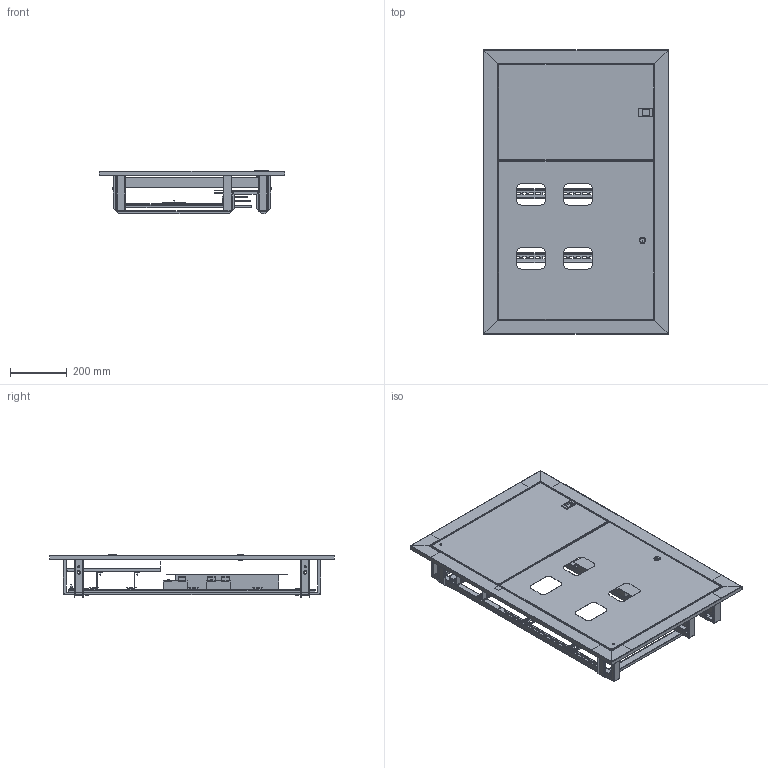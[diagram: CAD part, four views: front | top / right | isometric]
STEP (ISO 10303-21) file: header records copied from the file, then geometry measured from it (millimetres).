
FILE_DESCRIPTION (( 'STEP AP214' ), '1' );
FILE_NAME ('ÙÝ 4 êâ. áåç ñëàáîò. îòñ. (1000õ650õ150) EKF PROxima.STEP', '2025-06-02T10:59:43', ( '' ), ( '' ), 'SwSTEP 2.0', 'SolidWorks 2021', '' );
FILE_SCHEMA (( 'AUTOMOTIVE_DESIGN' ));
Length unit declared in the file: millimetre
Products named in the file (43): ÌÈ-2414.01.00.002 Ñòåíêà áîêîâàÿ; cross ph tapping 968_din_Screw DIN 968-ST4.2x13-C-H-N; DIN-ðåéêà 402 ÙÝ; ÌÈ-1904.07.00.001 Êðîíøòåéí îäíîñòóïåí÷àòûé; pan head cross recess screw_din_ISO 7045 - M4 x 6 - Z --- 6N; hex flange nut_din_Hexagon Flange Nut DIN 6923 - M6 - N; 昈-2476.01.00.001 栺樇罻; ÙÝ 4 êâ. áåç ñëàáîò. îòñ. (1000õ650õ150) EKF PROxima; ÌÈ-2414.05.00.002 Ðåéêà ãîðèçîíòàëüíàÿ; pan head cross recess screw_din_DIN EN ISO 7045 - M6 x 16 - Z - 16N; Ãàå÷íàÿ çàêëåïêà Ì4; ÌÈ-1904.07.00.002 Êðîíøòåéí äâóõñòóïåí÷àòûé; ÌÈ-1904.06.00.001 Êðîíøòåéí ïðÿìîé; ÌÈ-2476.04.00.001 Äåðæàòåëü êàðòîíà; ÌÈ-2414.05.00.003 Êðîíøòåéí ïîä äèí-ðåéêó; Çàæèì äëÿ ïðîâîäíèêîâ ïèòàþùåé öåïè_1; pan head cross recess screw_din_ISO 7045 - M4 x 10 - Z --- 10N; ÌÈ-2476.02.00.000 Äâåðü ñèëîâàÿ ÑÁ; 230.V1 PF, Çàìîê-çàäâèæêà; ��-2476.03.00.000 ����� ����� ��_4��. ��-2414.03.00.000 ����� ��� ��; ÌÈ-1904.06.00.000 Èçîëÿòîð êàðáîëèòîâûé ñ ïðÿìûì è 1 ñòóïåí÷àòûì êðîíøòåéíîì; pan head cross recess screw_din_ISO 7045 - M4 x 16 - Z --- 16N; Çàìîê ïî÷òîâûé; Çàêëåïêà ãàå÷íàÿ Ì6; Çàêëåïêà ãàå÷íàÿ Ì8; Øïèëüêà Ì6õ12; ÌÈ-2414.01.00.008 Äåðæàòåëü äâåðè; ﾊ瑩傔2 筧ｯ; ÌÈ-2414.05.00.001 Ðåéêà âåðòèêàëüíàÿ; ﾌﾈ-2476.03.00.001 ﾄ粢 褪濱4ｪ｢. 決-2414.03.00.001 ┐･瑟 肅･笄; ﾌﾈ-2414.01.00.007 ﾊ煇鳫; Çàêëåïêà ãàå÷íàÿ Ì4; ÌÈ-2476.01.00.003 Ñòåíêà áîêîâàÿ; ��-2414.05.00.000 ���� ��������� ��_0,3,4��. ��-2413.05.00.000 ���� ���⠦��� ��; ÌÈ-1904.07.00.000 Èçîëÿòîð êàðáîëèòîâûé 1 ñòóïåí÷àòûì  è 2õ ñòóïåí÷àòûì êðîíøòåéíàìè; 昈-2476.01.00.000 扻豵鵨 捘; ÌÈ-2476.01.00.002 Óñèëèòåëü êàáåëüíûé  ; Øèíà N, PE 12 îòâ.; pan head cross recess screw_din_DIN EN ISO 7045 - M6 x 20 - Z - 20N; ÌÈ-2476.02.00.001 Äâåðü ñèëîâàÿ ...
Assembly tree (98 placements, depth 4):
  ÙÝ 4 êâ. áåç ñëàáîò. îòñ. (1000õ650õ150) EKF PROxima
    昈-2476.01.00.000 扻豵鵨 捘
      ÌÈ-2414.01.00.002 Ñòåíêà áîêîâàÿ
      ÌÈ-2476.01.00.003 Ñòåíêà áîêîâàÿ
      昈-2476.01.00.001 栺樇罻  x2
      昈-2414.01.00.004 砑僔蠂縺  x4
      ÌÈ-2414.01.00.008 Äåðæàòåëü äâåðè
      ÌÈ-2476.01.00.002 Óñèëèòåëü êàáåëüíûé    x2
      Çàêëåïêà ãàå÷íàÿ Ì8  x4
      Øïèëüêà Ì6õ12  x2
      ﾌﾈ-2414.01.00.007 ﾊ煇鳫  x3
      Çàêëåïêà ãàå÷íàÿ Ì6  x4
    ÌÈ-2476.02.00.000 Äâåðü ñèëîâàÿ ÑÁ
      Çàêëåïêà ãàå÷íàÿ Ì4  x2
      ÌÈ-2476.02.00.001 Äâåðü ñèëîâàÿ
      Øïèëüêà Ì6õ12
      230.V1 PF, Çàìîê-çàäâèæêà
    ��-2476.03.00.000 ����� ����� ��_4��. ��-2414.03.00.000 ����� ��� ��
      ﾌﾈ-2476.03.00.001 ﾄ粢 褪濱4ｪ｢. 決-2414.03.00.001 ┐･瑟 肅･笄
      Çàìîê ïî÷òîâûé
      Çàêëåïêà ãàå÷íàÿ Ì4
      Øïèëüêà Ì6õ12
    pan head cross recess screw_din_ISO 7045 - M4 x 16 - Z --- 16N  x3
    cross ph tapping 968_din_Screw DIN 968-ST4.2x13-C-H-N  x2
    ÌÈ-2476.07.00.001 Ôàëüøïàíåëü_0,4ª¢. Œˆ-2412.00.00.001 ” «ìè¯ ­¥«ì
    pan head cross recess screw_din_DIN EN ISO 7045 - M6 x 20 - Z - 20N  x4
    ��-2414.05.00.000 ���� ��������� ��_0,3,4��. ��-2413.05.00.000 ���� ���⠦��� ��
      ÌÈ-2414.05.00.001 Ðåéêà âåðòèêàëüíàÿ  x2
      ÌÈ-2414.05.00.002 Ðåéêà ãîðèçîíòàëüíàÿ
      pan head cross recess screw_din_DIN EN ISO 7045 - M6 x 16 - Z - 16N  x10
      hex flange nut_din_Hexagon Flange Nut DIN 6923 - M6 - N  x10
      DIN-ðåéêà 402 ÙÝ  x4
      ÌÈ-2414.05.00.003 Êðîíøòåéí ïîä äèí-ðåéêó  x4
      ÌÈ-1904.06.00.000 Èçîëÿòîð êàðáîëèòîâûé ñ ïðÿìûì è 1 ñòóïåí÷àòûì êðîíøòåéíîì
        Çàæèì äëÿ ïðîâîäíèêîâ ïèòàþùåé öåïè_1
        ÌÈ-1904.06.00.001 Êðîíøòåéí ïðÿìîé
        ÌÈ-1904.07.00.001 Êðîíøòåéí îäíîñòóïåí÷àòûé
        Ãàå÷íàÿ çàêëåïêà Ì4  x2
        pan head cross recess screw_din_ISO 7045 - M4 x 10 - Z --- 10N  x2
      ÌÈ-1904.07.00.000 Èçîëÿòîð êàðáîëèòîâûé 1 ñòóïåí÷àòûì  è 2õ ñòóïåí÷àòûì êðîíøòåéíàìè
        Çàæèì äëÿ ïðîâîäíèêîâ ïèòàþùåé öåïè_1
        ÌÈ-1904.07.00.001 Êðîíøòåéí îäíîñòóïåí÷àòûé
        ÌÈ-1904.07.00.002 Êðîíøòåéí äâóõñòóïåí÷àòûé
        Ãàå÷íàÿ çàêëåïêà Ì4  x2
        pan head cross recess screw_din_DIN EN ISO 7045 - M4 x 16 - Z - 16N
        pan head cross recess screw_din_ISO 7045 - M4 x 6 - Z --- 6N
      Øèíà N, PE 12 îòâ.
      pan head cross recess screw_din_DIN EN ISO 7045 - M4 x 16 - Z - 16N
    ﾊ瑩傔2 筧ｯ
    ÌÈ-2476.04.00.001 Äåðæàòåëü êàðòîíà
Bounding box: 650 x 1000 x 153 mm (x, y, z)
Volume: 1491319.6 mm3; surface area: 3115052.2 mm2
Topology: 92 solids, 92 shells, 4029 faces, 9815 edges, 5996 vertices
Faces by surface type: plane 2042, cylinder 1258, cone 358, torus 180, bspline 143, sphere 48
Entity records: 57919 total; most frequent: CARTESIAN_POINT 13768, DIRECTION 8966, ORIENTED_EDGE 8552, EDGE_CURVE 4276, AXIS2_PLACEMENT_3D 3181, VERTEX_POINT 2625, LINE 2604, VECTOR 2604
